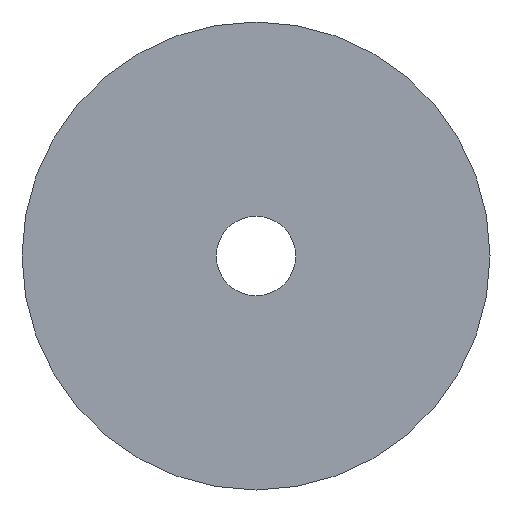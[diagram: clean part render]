
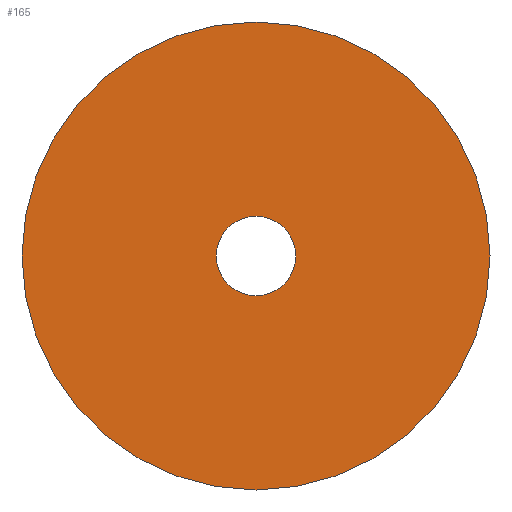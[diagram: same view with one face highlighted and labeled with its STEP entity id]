
A CAD part, left-side view. The second image highlights one B-rep face of the part: STEP entity #165.
In plain terms, the highlighted planar face has unit normal (-1, 0, 0).
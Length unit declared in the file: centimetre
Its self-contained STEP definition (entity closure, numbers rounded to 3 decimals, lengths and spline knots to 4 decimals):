
#22=PLANE($,#195);
#37=FACE_BOUND($,#76,.T.);
#49=FACE_OUTER_BOUND($,#75,.T.);
#75=EDGE_LOOP($,(#145));
#76=EDGE_LOOP($,(#146));
#91=CIRCLE($,#194,5.);
#92=CIRCLE($,#196,0.85);
#105=VERTEX_POINT($,#293);
#106=VERTEX_POINT($,#296);
#119=EDGE_CURVE($,#105,#105,#91,.T.);
#120=EDGE_CURVE($,#106,#106,#92,.T.);
#145=ORIENTED_EDGE($,*,*,#119,.F.);
#146=ORIENTED_EDGE($,*,*,#120,.T.);
#165=ADVANCED_FACE($,(#49,#37),#22,.F.);
#194=AXIS2_PLACEMENT_3D($,#294,#248,#249);
#195=AXIS2_PLACEMENT_3D($,#295,#250,#251);
#196=AXIS2_PLACEMENT_3D($,#297,#252,#253);
#248=DIRECTION('center_axis',(1.,0.,0.));
#249=DIRECTION('ref_axis',(0.,0.,-1.));
#250=DIRECTION('center_axis',(1.,0.,0.));
#251=DIRECTION('ref_axis',(0.,0.,-1.));
#252=DIRECTION('center_axis',(1.,0.,0.));
#253=DIRECTION('ref_axis',(0.,0.,-1.));
#293=CARTESIAN_POINT('',(-28.2,17.5,0.));
#294=CARTESIAN_POINT('Origin',(-28.2,12.5,0.));
#295=CARTESIAN_POINT('Origin',(-28.2,13.35,0.));
#296=CARTESIAN_POINT('',(-28.2,13.35,0.));
#297=CARTESIAN_POINT('Origin',(-28.2,12.5,0.));
